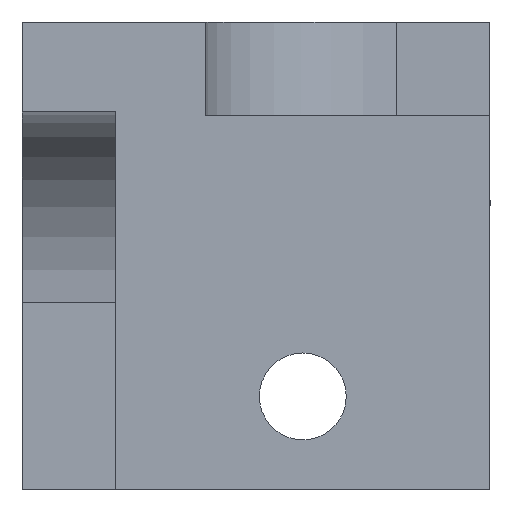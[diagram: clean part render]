
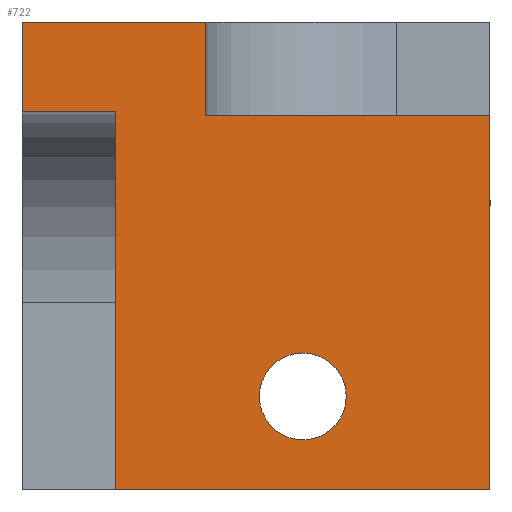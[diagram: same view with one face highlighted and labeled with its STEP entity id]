
A CAD part, left-side view. The second image highlights one B-rep face of the part: STEP entity #722.
In plain terms, the highlighted planar face has unit normal (-1, 0, 0).
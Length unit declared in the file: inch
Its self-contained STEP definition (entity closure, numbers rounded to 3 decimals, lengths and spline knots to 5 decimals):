
#3 = DIRECTION ( 'NONE',  ( 0., -1., 0. ) ) ;
#15 = VECTOR ( 'NONE', #552, 39.37008 ) ;
#27 = LINE ( 'NONE', #129, #743 ) ;
#46 = CARTESIAN_POINT ( 'NONE',  ( -0.3125, 0.3125, 0.3125 ) ) ;
#54 = CARTESIAN_POINT ( 'NONE',  ( -0.3125, 0.0675, 0.1875 ) ) ;
#60 = LINE ( 'NONE', #54, #893 ) ;
#61 = ORIENTED_EDGE ( 'NONE', *, *, #465, .F. ) ;
#67 = CARTESIAN_POINT ( 'NONE',  ( -0.3125, -0.3125, 0.3125 ) ) ;
#96 = CARTESIAN_POINT ( 'NONE',  ( -0.3125, 0.1875, -0.3125 ) ) ;
#100 = EDGE_LOOP ( 'NONE', ( #606, #354, #753, #866, #841, #392, #61, #280 ) ) ;
#108 = LINE ( 'NONE', #220, #269 ) ;
#121 = AXIS2_PLACEMENT_3D ( 'NONE', #702, #621, #619 ) ;
#129 = CARTESIAN_POINT ( 'NONE',  ( -0.3125, 0.1875, 0.1925 ) ) ;
#152 = FACE_OUTER_BOUND ( 'NONE', #100, .T. ) ;
#156 = ORIENTED_EDGE ( 'NONE', *, *, #355, .T. ) ;
#195 = VERTEX_POINT ( 'NONE', #96 ) ;
#197 = CARTESIAN_POINT ( 'NONE',  ( -0.3125, 0.0675, 0.3125 ) ) ;
#199 = DIRECTION ( 'NONE',  ( 0., 0., 1. ) ) ;
#200 = DIRECTION ( 'NONE',  ( 1., 0., 0. ) ) ;
#209 = CARTESIAN_POINT ( 'NONE',  ( -0.3125, -0.3125, -0.3125 ) ) ;
#220 = CARTESIAN_POINT ( 'NONE',  ( -0.3125, 0.3125, -0.3125 ) ) ;
#242 = VECTOR ( 'NONE', #538, 39.37008 ) ;
#255 = CARTESIAN_POINT ( 'NONE',  ( -0.3125, 0.1875, 0.1925 ) ) ;
#269 = VECTOR ( 'NONE', #425, 39.37008 ) ;
#277 = VERTEX_POINT ( 'NONE', #583 ) ;
#279 = VERTEX_POINT ( 'NONE', #255 ) ;
#280 = ORIENTED_EDGE ( 'NONE', *, *, #882, .F. ) ;
#281 = CARTESIAN_POINT ( 'NONE',  ( -0.3125, 0.1875, -0.3125 ) ) ;
#319 = LINE ( 'NONE', #555, #345 ) ;
#345 = VECTOR ( 'NONE', #3, 39.37008 ) ;
#354 = ORIENTED_EDGE ( 'NONE', *, *, #636, .F. ) ;
#355 = EDGE_CURVE ( 'NONE', #533, #626, #764, .T. ) ;
#385 = ORIENTED_EDGE ( 'NONE', *, *, #475, .T. ) ;
#391 = CIRCLE ( 'NONE', #121, 0.058 ) ;
#392 = ORIENTED_EDGE ( 'NONE', *, *, #437, .T. ) ;
#396 = CARTESIAN_POINT ( 'NONE',  ( -0.3125, -0.0625, -0.1295 ) ) ;
#419 = FACE_BOUND ( 'NONE', #827, .T. ) ;
#425 = DIRECTION ( 'NONE',  ( 0., 0., 1. ) ) ;
#437 = EDGE_CURVE ( 'NONE', #888, #800, #60, .T. ) ;
#456 = VECTOR ( 'NONE', #699, 39.37008 ) ;
#465 = EDGE_CURVE ( 'NONE', #544, #800, #873, .T. ) ;
#469 = DIRECTION ( 'NONE',  ( 0., 0., -1. ) ) ;
#475 = EDGE_CURVE ( 'NONE', #626, #533, #391, .T. ) ;
#487 = CARTESIAN_POINT ( 'NONE',  ( -0.3125, 0.3125, 0.1925 ) ) ;
#490 = CARTESIAN_POINT ( 'NONE',  ( -0.3125, -0.3125, -0.3125 ) ) ;
#517 = VERTEX_POINT ( 'NONE', #209 ) ;
#525 = EDGE_CURVE ( 'NONE', #888, #277, #812, .T. ) ;
#528 = CARTESIAN_POINT ( 'NONE',  ( -0.3125, -0.0625, -0.2455 ) ) ;
#533 = VERTEX_POINT ( 'NONE', #396 ) ;
#538 = DIRECTION ( 'NONE',  ( 0., 0., 1. ) ) ;
#539 = DIRECTION ( 'NONE',  ( 0., 0., 1. ) ) ;
#542 = CARTESIAN_POINT ( 'NONE',  ( -0.3125, -0.3125, -0.3125 ) ) ;
#544 = VERTEX_POINT ( 'NONE', #46 ) ;
#552 = DIRECTION ( 'NONE',  ( 0., -1., 0. ) ) ;
#555 = CARTESIAN_POINT ( 'NONE',  ( -0.3125, -0.3125, -0.3125 ) ) ;
#583 = CARTESIAN_POINT ( 'NONE',  ( -0.3125, -0.3125, 0.1875 ) ) ;
#597 = LINE ( 'NONE', #281, #242 ) ;
#601 = DIRECTION ( 'NONE',  ( -1., 0., 0. ) ) ;
#603 = PLANE ( 'NONE',  #760 ) ;
#606 = ORIENTED_EDGE ( 'NONE', *, *, #659, .F. ) ;
#619 = DIRECTION ( 'NONE',  ( 0., 0., -1. ) ) ;
#621 = DIRECTION ( 'NONE',  ( 1., 0., 0. ) ) ;
#622 = LINE ( 'NONE', #490, #456 ) ;
#626 = VERTEX_POINT ( 'NONE', #528 ) ;
#629 = CARTESIAN_POINT ( 'NONE',  ( -0.3125, 0.0675, 0.1875 ) ) ;
#633 = CARTESIAN_POINT ( 'NONE',  ( -0.3125, 0.0675, 0.1875 ) ) ;
#636 = EDGE_CURVE ( 'NONE', #195, #279, #597, .T. ) ;
#659 = EDGE_CURVE ( 'NONE', #279, #848, #27, .T. ) ;
#683 = DIRECTION ( 'NONE',  ( 0., 1., 0. ) ) ;
#693 = DIRECTION ( 'NONE',  ( 0., -1., 0. ) ) ;
#694 = VECTOR ( 'NONE', #693, 39.37008 ) ;
#699 = DIRECTION ( 'NONE',  ( 0., 0., 1. ) ) ;
#702 = CARTESIAN_POINT ( 'NONE',  ( -0.3125, -0.0625, -0.1875 ) ) ;
#722 = ADVANCED_FACE ( 'NONE', ( #152, #419 ), #603, .T. ) ;
#743 = VECTOR ( 'NONE', #683, 39.37008 ) ;
#753 = ORIENTED_EDGE ( 'NONE', *, *, #834, .T. ) ;
#760 = AXIS2_PLACEMENT_3D ( 'NONE', #542, #601, #199 ) ;
#764 = CIRCLE ( 'NONE', #792, 0.058 ) ;
#792 = AXIS2_PLACEMENT_3D ( 'NONE', #809, #200, #469 ) ;
#800 = VERTEX_POINT ( 'NONE', #197 ) ;
#809 = CARTESIAN_POINT ( 'NONE',  ( -0.3125, -0.0625, -0.1875 ) ) ;
#812 = LINE ( 'NONE', #633, #694 ) ;
#827 = EDGE_LOOP ( 'NONE', ( #385, #156 ) ) ;
#834 = EDGE_CURVE ( 'NONE', #195, #517, #319, .T. ) ;
#841 = ORIENTED_EDGE ( 'NONE', *, *, #525, .F. ) ;
#845 = EDGE_CURVE ( 'NONE', #517, #277, #622, .T. ) ;
#848 = VERTEX_POINT ( 'NONE', #487 ) ;
#866 = ORIENTED_EDGE ( 'NONE', *, *, #845, .T. ) ;
#873 = LINE ( 'NONE', #67, #15 ) ;
#882 = EDGE_CURVE ( 'NONE', #848, #544, #108, .T. ) ;
#888 = VERTEX_POINT ( 'NONE', #629 ) ;
#893 = VECTOR ( 'NONE', #539, 39.37008 ) ;
